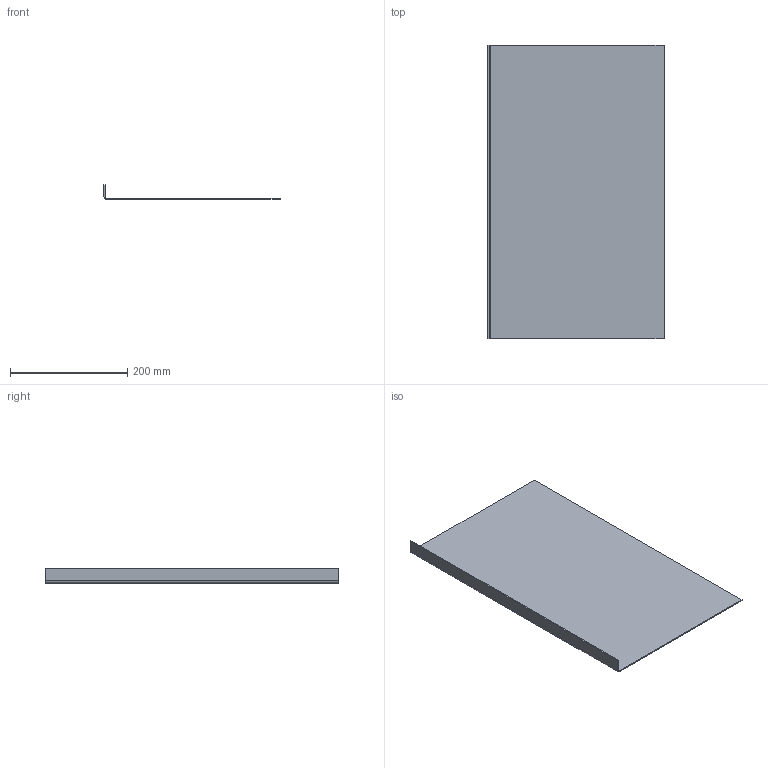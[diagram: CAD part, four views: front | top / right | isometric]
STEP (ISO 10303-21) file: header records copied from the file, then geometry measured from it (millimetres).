
FILE_DESCRIPTION(/* description */ ('t=2 mm'),/* implementation_level */ '2;1');
FILE_NAME(/* name */ 'Part2.stp',/* time_stamp */ '2023-12-06T16:00:15+05:30',/* author */ ('SUW'),/* organization */ (''),/* preprocessor_version */ 'ST-DEVELOPER v19',/* originating_system */ 'Autodesk Inventor 2023',/* authorisation */ '');
FILE_SCHEMA (('AUTOMOTIVE_DESIGN { 1 0 10303 214 3 1 1 }'));
Length unit declared in the file: millimetre
Products named in the file (1): Part2
Bounding box: 300 x 500 x 25 mm (x, y, z)
Volume: 321712.4 mm3; surface area: 324999.2 mm2
Topology: 1 solids, 1 shells, 14 faces, 28 edges, 16 vertices
Faces by surface type: plane 12, cylinder 2
Entity records: 395 total; most frequent: DIRECTION 62, CARTESIAN_POINT 59, ORIENTED_EDGE 56, EDGE_CURVE 28, LINE 24, VECTOR 24, AXIS2_PLACEMENT_3D 19, VERTEX_POINT 16
